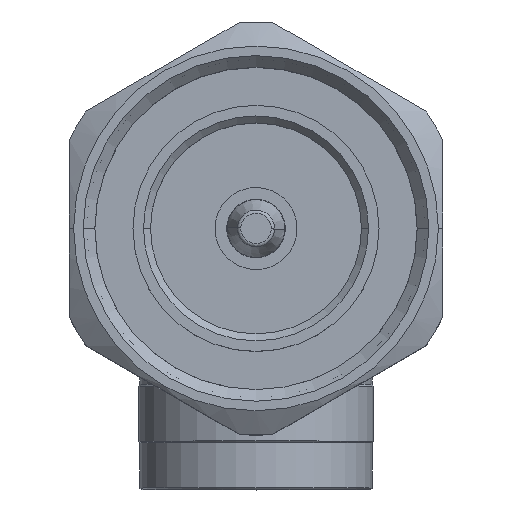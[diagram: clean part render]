
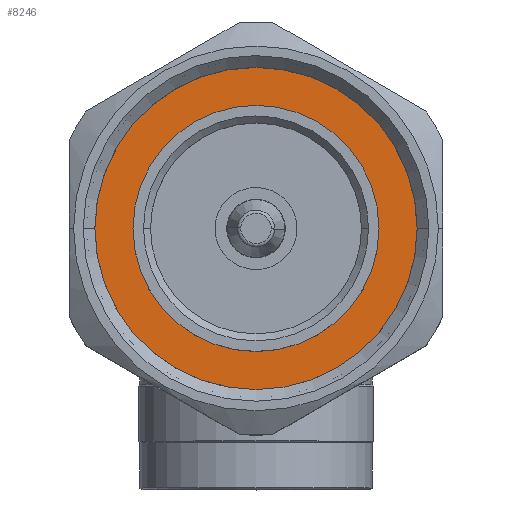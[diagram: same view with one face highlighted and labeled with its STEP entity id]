
A CAD part, top view. The second image highlights one B-rep face of the part: STEP entity #8246.
In plain terms, the highlighted face is planar.
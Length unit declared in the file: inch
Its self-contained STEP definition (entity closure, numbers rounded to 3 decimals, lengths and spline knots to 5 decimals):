
#18 = DIRECTION ( 'NONE',  ( 0., 0., -1. ) ) ;
#142 = DIRECTION ( 'NONE',  ( 1., 0., 0. ) ) ;
#748 = CIRCLE ( 'NONE', #3180, 0.41339 ) ;
#755 = CIRCLE ( 'NONE', #5465, 0.41339 ) ;
#806 = CARTESIAN_POINT ( 'NONE',  ( 0.24669, 0., -0.5601 ) ) ;
#1062 = PLANE ( 'NONE',  #2076 ) ;
#1132 = ORIENTED_EDGE ( 'NONE', *, *, #9570, .T. ) ;
#1191 = VERTEX_POINT ( 'NONE', #2036 ) ;
#2036 = CARTESIAN_POINT ( 'NONE',  ( 0.24669, 0., 0.41339 ) ) ;
#2076 = AXIS2_PLACEMENT_3D ( 'NONE', #7945, #6538, #3253 ) ;
#2566 = DIRECTION ( 'NONE',  ( 0., 0., -1. ) ) ;
#3180 = AXIS2_PLACEMENT_3D ( 'NONE', #8023, #6368, #2566 ) ;
#3228 = CARTESIAN_POINT ( 'NONE',  ( 0.24669, 0., 0. ) ) ;
#3253 = DIRECTION ( 'NONE',  ( 0., 1., 0. ) ) ;
#3943 = DIRECTION ( 'NONE',  ( 1., 0., 0. ) ) ;
#4008 = CARTESIAN_POINT ( 'NONE',  ( 0.24669, 0., 0. ) ) ;
#4018 = EDGE_LOOP ( 'NONE', ( #1132, #7450 ) ) ;
#4072 = CARTESIAN_POINT ( 'NONE',  ( 0.24669, 0., -0.41339 ) ) ;
#4150 = AXIS2_PLACEMENT_3D ( 'NONE', #6643, #7693, #7524 ) ;
#4191 = CARTESIAN_POINT ( 'NONE',  ( 0.24669, 0., 0.5601 ) ) ;
#4264 = ORIENTED_EDGE ( 'NONE', *, *, #5118, .F. ) ;
#5041 = ORIENTED_EDGE ( 'NONE', *, *, #8512, .F. ) ;
#5118 = EDGE_CURVE ( 'NONE', #8984, #9440, #9012, .T. ) ;
#5465 = AXIS2_PLACEMENT_3D ( 'NONE', #3228, #3943, #18 ) ;
#6368 = DIRECTION ( 'NONE',  ( 1., 0., 0. ) ) ;
#6538 = DIRECTION ( 'NONE',  ( 1., 0., 0. ) ) ;
#6643 = CARTESIAN_POINT ( 'NONE',  ( 0.24669, 0., 0. ) ) ;
#7428 = AXIS2_PLACEMENT_3D ( 'NONE', #4008, #142, #9613 ) ;
#7450 = ORIENTED_EDGE ( 'NONE', *, *, #8792, .T. ) ;
#7524 = DIRECTION ( 'NONE',  ( 0., 0., -1. ) ) ;
#7693 = DIRECTION ( 'NONE',  ( 1., 0., 0. ) ) ;
#7945 = CARTESIAN_POINT ( 'NONE',  ( 0.24669, 0., 0. ) ) ;
#8023 = CARTESIAN_POINT ( 'NONE',  ( 0.24669, 0., 0. ) ) ;
#8089 = FACE_OUTER_BOUND ( 'NONE', #8833, .T. ) ;
#8157 = VERTEX_POINT ( 'NONE', #4072 ) ;
#8246 = ADVANCED_FACE ( 'NONE', ( #8709, #8089 ), #1062, .F. ) ;
#8512 = EDGE_CURVE ( 'NONE', #9440, #8984, #9560, .T. ) ;
#8709 = FACE_BOUND ( 'NONE', #4018, .T. ) ;
#8792 = EDGE_CURVE ( 'NONE', #8157, #1191, #748, .T. ) ;
#8833 = EDGE_LOOP ( 'NONE', ( #4264, #5041 ) ) ;
#8984 = VERTEX_POINT ( 'NONE', #4191 ) ;
#9012 = CIRCLE ( 'NONE', #4150, 0.5601 ) ;
#9440 = VERTEX_POINT ( 'NONE', #806 ) ;
#9560 = CIRCLE ( 'NONE', #7428, 0.5601 ) ;
#9570 = EDGE_CURVE ( 'NONE', #1191, #8157, #755, .T. ) ;
#9613 = DIRECTION ( 'NONE',  ( 0., 0., -1. ) ) ;
